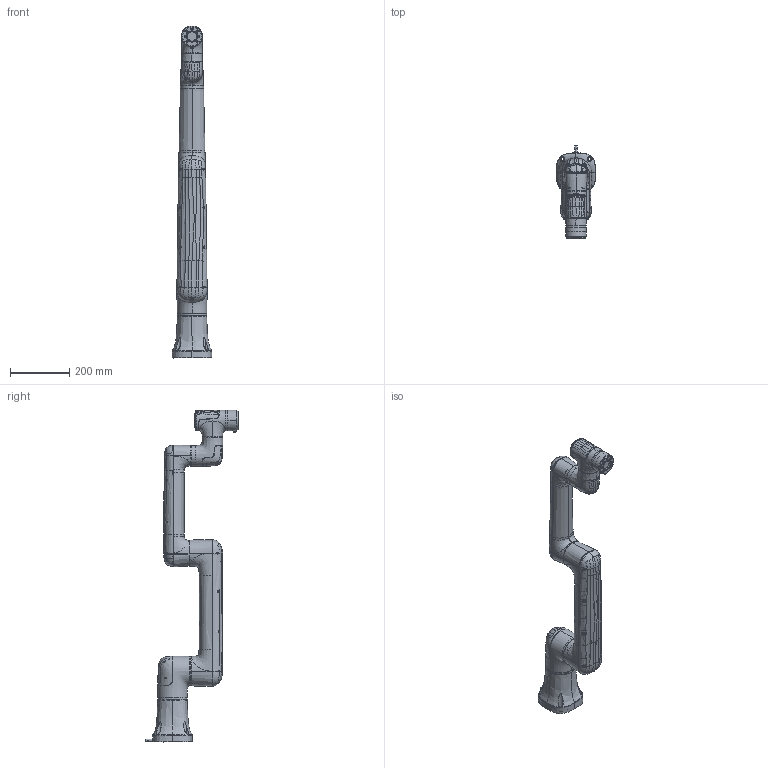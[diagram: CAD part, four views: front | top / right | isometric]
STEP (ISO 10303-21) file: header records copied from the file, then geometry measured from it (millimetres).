
FILE_DESCRIPTION((''),'2;1');
FILE_NAME('NC05-850-STP-20221011_ASM','2022-10-11T15:48:18',('Administrator'),(''),'CREO PARAMETRIC BY PTC INC, 2017260','CREO PARAMETRIC BY PTC INC, 2017260','');
FILE_SCHEMA(('CONFIG_CONTROL_DESIGN'));
Products named in the file (29): BASE-PART1; BASE-PART2; BASE-PART3; BASE_ASM; J1-PART1; J1-PART2; J1-PART3; J1_ASM; J2-PART1; J2-PART2; J2_ASM; J3-PART1; J3-PART2; J3_ASM; J4-PART1; J4-PART2; J4_ASM; J5-PART1; J5-PART2; J5-PART3; J5-PART4; J5-PART5; J5_ASM; J6-PART1; J6-PART2; J6-PART3; GB_T70P3_M2P5X6_2_1_1_1_1_1; J6_ASM; NC05-850-STP-20221011_ASM
Assembly tree (29 placements, depth 3):
  NC05-850-STP-20221011_ASM
    BASE_ASM
      BASE-PART1
      BASE-PART2
      BASE-PART3
    J1_ASM
      J1-PART1
      J1-PART2
      J1-PART3
    J2_ASM
      J2-PART1
      J2-PART2
    J3_ASM
      J3-PART1
      J3-PART2
    J4_ASM
      J4-PART1
      J4-PART2
    J5_ASM
      J5-PART1
      J5-PART2
      J5-PART3
      J5-PART4
      J5-PART5
    J6_ASM
      J6-PART1
      J6-PART2
      J6-PART3
      GB_T70P3_M2P5X6_2_1_1_1_1_1  x2
Bounding box: 135 x 314.5 x 1125.37 mm (x, y, z)
Volume: 7510293.5 mm3; surface area: 858728.9 mm2
Topology: 22 solids, 40 shells, 2740 faces, 6979 edges, 4332 vertices
Faces by surface type: bspline 1042, cylinder 575, plane 493, cone 277, torus 193, extrusion 134, sphere 26
Entity records: 210949 total; most frequent: CARTESIAN_POINT 153878, ORIENTED_EDGE 13740, DIRECTION 8579, EDGE_CURVE 6870, VERTEX_POINT 4295, B_SPLINE_CURVE_WITH_KNOTS 3547, AXIS2_PLACEMENT_3D 3378, EDGE_LOOP 2859
